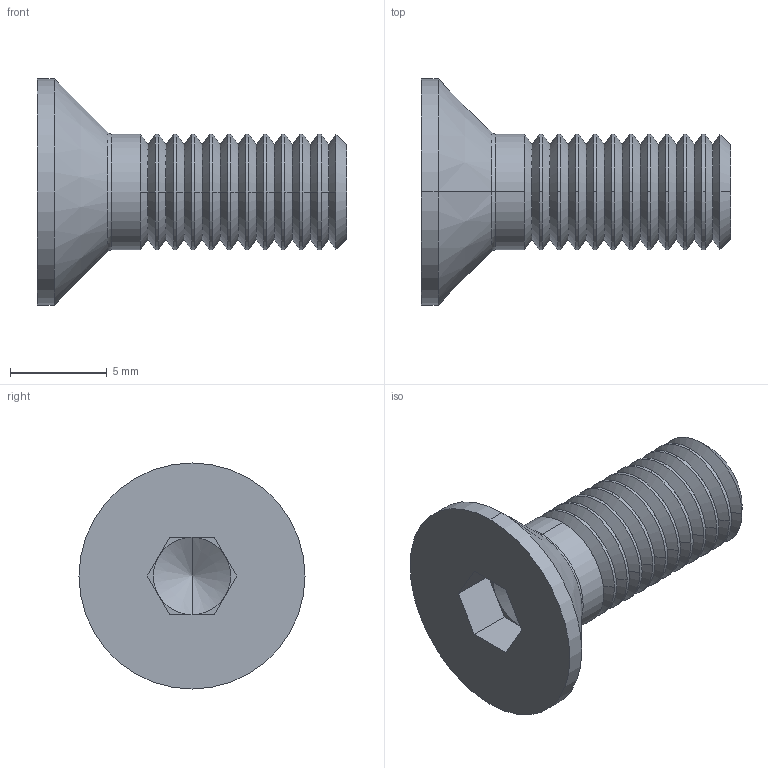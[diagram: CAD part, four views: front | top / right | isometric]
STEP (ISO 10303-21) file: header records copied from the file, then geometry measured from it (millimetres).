
FILE_DESCRIPTION (( 'STEP AP203' ), '1' );
FILE_NAME ('visFHC M6-16_B18.3.5M - 6 x 1.0 x 16 Socket FCHS -- 16S_sldprt.STEP', '2017-12-12T20:34:48', ( '' ), ( '' ), 'SwSTEP 2.0', 'SolidWorks 2016', '' );
FILE_SCHEMA (( 'CONFIG_CONTROL_DESIGN' ));
Length unit declared in the file: millimetre
Products named in the file (1): visFHC M6-16_B18.3.5M - 6 x 1.0 x 16 Socket FCHS  -- 16S_sldprt
Bounding box: 16 x 11.7 x 11.7 mm (x, y, z)
Volume: 542.2 mm3; surface area: 630.7 mm2
Topology: 1 solids, 1 shells, 90 faces, 228 edges, 139 vertices
Faces by surface type: cone 50, cylinder 24, plane 14, torus 2
Entity records: 2795 total; most frequent: DIRECTION 536, CARTESIAN_POINT 456, ORIENTED_EDGE 452, EDGE_CURVE 226, AXIS2_PLACEMENT_3D 219, VERTEX_POINT 139, CIRCLE 128, LINE 98
